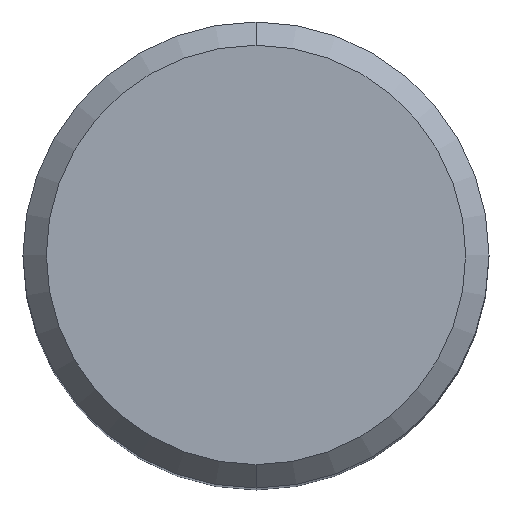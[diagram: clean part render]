
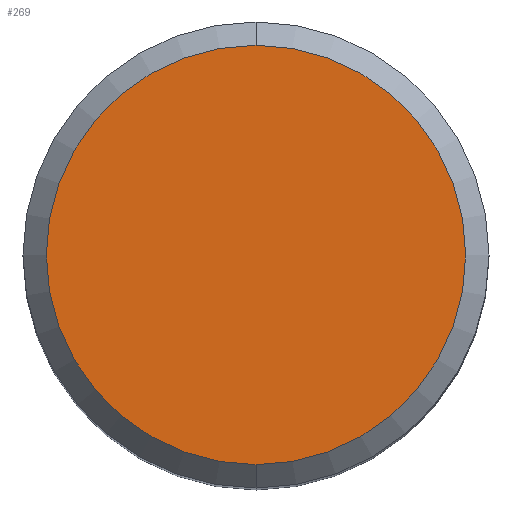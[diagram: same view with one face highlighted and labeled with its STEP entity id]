
A CAD part, top view. The second image highlights one B-rep face of the part: STEP entity #269.
In plain terms, the highlighted planar face has unit normal (0, 0, 1).
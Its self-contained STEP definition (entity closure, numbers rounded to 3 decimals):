
#195=VERTEX_POINT('',#503);
#249=EDGE_CURVE('',#195,#303,#560,.T.);
#269=ADVANCED_FACE('',(#582),#583,.T.);
#303=VERTEX_POINT('',#622);
#365=EDGE_CURVE('',#303,#195,#693,.T.);
#503=CARTESIAN_POINT('',(0.,-9.0,0.0));
#560=CIRCLE('',#973,9.0);
#582=FACE_OUTER_BOUND('',#1068,.T.);
#583=PLANE('',#1069);
#622=CARTESIAN_POINT('',(0.0,9.0,0.0));
#693=CIRCLE('',#1341,9.0);
#973=AXIS2_PLACEMENT_3D('',#1664,#1665,#1666);
#1068=EDGE_LOOP('',(#1698,#1699));
#1069=AXIS2_PLACEMENT_3D('',#1700,#1701,#1702);
#1341=AXIS2_PLACEMENT_3D('',#1851,#1852,#1853);
#1664=CARTESIAN_POINT('',(0.0,0.0,0.0));
#1665=DIRECTION('',(0.0,0.0,-1.0));
#1666=DIRECTION('',(0.0,1.0,0.0));
#1698=ORIENTED_EDGE('',*,*,#365,.F.);
#1699=ORIENTED_EDGE('',*,*,#249,.F.);
#1700=CARTESIAN_POINT('',(0.0,4.5,0.0));
#1701=DIRECTION('',(-0.0,0.0,1.0));
#1702=DIRECTION('',(0.0,-1.0,0.0));
#1851=CARTESIAN_POINT('',(0.0,0.0,0.0));
#1852=DIRECTION('',(0.0,0.0,-1.0));
#1853=DIRECTION('',(0.0,1.0,0.0));
